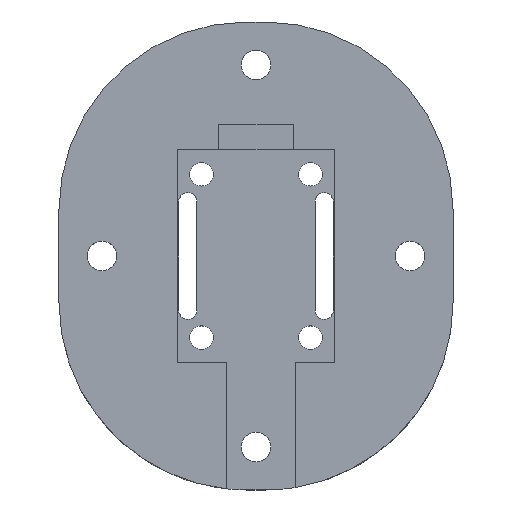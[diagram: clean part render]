
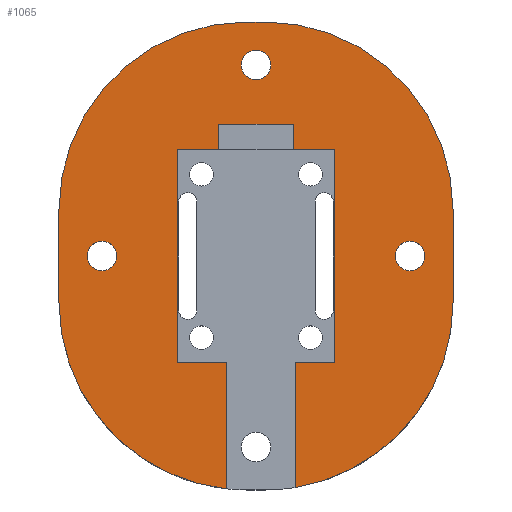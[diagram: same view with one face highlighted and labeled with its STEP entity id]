
A CAD part, top view. The second image highlights one B-rep face of the part: STEP entity #1065.
In plain terms, the highlighted planar face has unit normal (0, 0, 1).
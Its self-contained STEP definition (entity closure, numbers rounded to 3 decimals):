
#34=FACE_BOUND('',#189,.T.);
#35=FACE_BOUND('',#190,.T.);
#36=FACE_BOUND('',#191,.T.);
#68=PLANE('',#1163);
#113=FACE_OUTER_BOUND('',#188,.T.);
#188=EDGE_LOOP('',(#910,#911,#912,#913,#914,#915,#916,#917,#918,#919,#920,
#921,#922,#923,#924,#925,#926,#927));
#189=EDGE_LOOP('',(#928));
#190=EDGE_LOOP('',(#929));
#191=EDGE_LOOP('',(#930));
#253=LINE('',#1628,#367);
#276=LINE('',#1675,#390);
#281=LINE('',#1687,#395);
#284=LINE('',#1693,#398);
#290=LINE('',#1704,#404);
#291=LINE('',#1707,#405);
#293=LINE('',#1712,#407);
#297=LINE('',#1720,#411);
#300=LINE('',#1726,#414);
#304=LINE('',#1737,#418);
#305=LINE('',#1740,#419);
#306=LINE('',#1741,#420);
#307=LINE('',#1743,#421);
#308=LINE('',#1744,#422);
#367=VECTOR('',#1313,10.);
#390=VECTOR('',#1356,10.);
#395=VECTOR('',#1369,10.);
#398=VECTOR('',#1374,10.);
#404=VECTOR('',#1388,10.);
#405=VECTOR('',#1391,10.);
#407=VECTOR('',#1395,10.);
#411=VECTOR('',#1401,10.);
#414=VECTOR('',#1406,10.);
#418=VECTOR('',#1418,10.);
#419=VECTOR('',#1421,10.);
#420=VECTOR('',#1422,10.);
#421=VECTOR('',#1423,10.);
#422=VECTOR('',#1424,10.);
#466=CIRCLE('',#1156,35.042);
#467=CIRCLE('',#1164,35.042);
#468=CIRCLE('',#1165,35.042);
#469=CIRCLE('',#1166,35.042);
#470=CIRCLE('',#1167,2.745);
#471=CIRCLE('',#1168,2.745);
#472=CIRCLE('',#1169,2.745);
#531=VERTEX_POINT('',#1625);
#532=VERTEX_POINT('',#1627);
#545=VERTEX_POINT('',#1672);
#546=VERTEX_POINT('',#1674);
#548=VERTEX_POINT('',#1685);
#549=VERTEX_POINT('',#1686);
#550=VERTEX_POINT('',#1691);
#551=VERTEX_POINT('',#1692);
#552=VERTEX_POINT('',#1702);
#553=VERTEX_POINT('',#1706);
#554=VERTEX_POINT('',#1710);
#555=VERTEX_POINT('',#1711);
#558=VERTEX_POINT('',#1719);
#560=VERTEX_POINT('',#1725);
#562=VERTEX_POINT('',#1734);
#563=VERTEX_POINT('',#1736);
#564=VERTEX_POINT('',#1739);
#565=VERTEX_POINT('',#1742);
#566=VERTEX_POINT('',#1745);
#567=VERTEX_POINT('',#1747);
#568=VERTEX_POINT('',#1749);
#638=EDGE_CURVE('',#532,#531,#253,.T.);
#661=EDGE_CURVE('',#546,#545,#276,.T.);
#666=EDGE_CURVE('',#548,#549,#281,.T.);
#669=EDGE_CURVE('',#550,#551,#284,.T.);
#674=EDGE_CURVE('',#545,#548,#466,.T.);
#676=EDGE_CURVE('',#549,#552,#290,.T.);
#677=EDGE_CURVE('',#553,#550,#291,.T.);
#679=EDGE_CURVE('',#554,#555,#293,.T.);
#683=EDGE_CURVE('',#558,#554,#297,.T.);
#686=EDGE_CURVE('',#560,#558,#300,.T.);
#690=EDGE_CURVE('',#551,#532,#467,.T.);
#691=EDGE_CURVE('',#531,#562,#468,.T.);
#692=EDGE_CURVE('',#562,#563,#304,.T.);
#693=EDGE_CURVE('',#563,#546,#469,.T.);
#694=EDGE_CURVE('',#552,#564,#305,.T.);
#695=EDGE_CURVE('',#564,#560,#306,.T.);
#696=EDGE_CURVE('',#555,#565,#307,.T.);
#697=EDGE_CURVE('',#565,#553,#308,.T.);
#698=EDGE_CURVE('',#566,#566,#470,.T.);
#699=EDGE_CURVE('',#567,#567,#471,.T.);
#700=EDGE_CURVE('',#568,#568,#472,.T.);
#910=ORIENTED_EDGE('',*,*,#669,.T.);
#911=ORIENTED_EDGE('',*,*,#690,.T.);
#912=ORIENTED_EDGE('',*,*,#638,.T.);
#913=ORIENTED_EDGE('',*,*,#691,.T.);
#914=ORIENTED_EDGE('',*,*,#692,.T.);
#915=ORIENTED_EDGE('',*,*,#693,.T.);
#916=ORIENTED_EDGE('',*,*,#661,.T.);
#917=ORIENTED_EDGE('',*,*,#674,.T.);
#918=ORIENTED_EDGE('',*,*,#666,.T.);
#919=ORIENTED_EDGE('',*,*,#676,.T.);
#920=ORIENTED_EDGE('',*,*,#694,.T.);
#921=ORIENTED_EDGE('',*,*,#695,.T.);
#922=ORIENTED_EDGE('',*,*,#686,.T.);
#923=ORIENTED_EDGE('',*,*,#683,.T.);
#924=ORIENTED_EDGE('',*,*,#679,.T.);
#925=ORIENTED_EDGE('',*,*,#696,.T.);
#926=ORIENTED_EDGE('',*,*,#697,.T.);
#927=ORIENTED_EDGE('',*,*,#677,.T.);
#928=ORIENTED_EDGE('',*,*,#698,.T.);
#929=ORIENTED_EDGE('',*,*,#699,.T.);
#930=ORIENTED_EDGE('',*,*,#700,.T.);
#1065=ADVANCED_FACE('',(#113,#34,#35,#36),#68,.T.);
#1156=AXIS2_PLACEMENT_3D('',#1700,#1383,#1384);
#1163=AXIS2_PLACEMENT_3D('',#1732,#1412,#1413);
#1164=AXIS2_PLACEMENT_3D('',#1733,#1414,#1415);
#1165=AXIS2_PLACEMENT_3D('',#1735,#1416,#1417);
#1166=AXIS2_PLACEMENT_3D('',#1738,#1419,#1420);
#1167=AXIS2_PLACEMENT_3D('',#1746,#1425,#1426);
#1168=AXIS2_PLACEMENT_3D('',#1748,#1427,#1428);
#1169=AXIS2_PLACEMENT_3D('',#1750,#1429,#1430);
#1313=DIRECTION('',(0.,1.,0.));
#1356=DIRECTION('',(0.,-1.,0.));
#1369=DIRECTION('',(0.,1.,0.));
#1374=DIRECTION('',(0.,-1.,0.));
#1383=DIRECTION('center_axis',(0.,0.,1.));
#1384=DIRECTION('ref_axis',(-1.,0.,0.));
#1388=DIRECTION('',(-1.,0.,0.));
#1391=DIRECTION('',(-1.,0.,0.));
#1395=DIRECTION('',(0.,-1.,0.));
#1401=DIRECTION('',(1.,0.,0.));
#1406=DIRECTION('',(0.,1.,0.));
#1412=DIRECTION('center_axis',(0.,0.,1.));
#1413=DIRECTION('ref_axis',(-1.,0.,0.));
#1414=DIRECTION('center_axis',(0.,0.,1.));
#1415=DIRECTION('ref_axis',(0.,-1.,0.));
#1416=DIRECTION('center_axis',(0.,0.,1.));
#1417=DIRECTION('ref_axis',(1.,0.,0.));
#1418=DIRECTION('',(-1.,0.,0.));
#1419=DIRECTION('center_axis',(0.,0.,1.));
#1420=DIRECTION('ref_axis',(0.,1.,0.));
#1421=DIRECTION('',(0.,1.,0.));
#1422=DIRECTION('',(1.,0.,0.));
#1423=DIRECTION('',(1.,0.,0.));
#1424=DIRECTION('',(0.,-1.,0.));
#1425=DIRECTION('center_axis',(0.,0.,-1.));
#1426=DIRECTION('ref_axis',(-1.,0.,0.));
#1427=DIRECTION('center_axis',(0.,0.,-1.));
#1428=DIRECTION('ref_axis',(-1.,0.,0.));
#1429=DIRECTION('center_axis',(0.,0.,-1.));
#1430=DIRECTION('ref_axis',(-1.,0.,0.));
#1625=CARTESIAN_POINT('',(36.83,8.598,14.95));
#1627=CARTESIAN_POINT('',(36.83,-8.598,14.95));
#1628=CARTESIAN_POINT('',(36.83,-8.598,14.95));
#1672=CARTESIAN_POINT('',(-36.67,-8.598,14.95));
#1674=CARTESIAN_POINT('',(-36.67,8.598,14.95));
#1675=CARTESIAN_POINT('',(-36.67,8.598,14.95));
#1685=CARTESIAN_POINT('',(-5.439,-43.432,14.95));
#1686=CARTESIAN_POINT('',(-5.439,-19.8,14.95));
#1687=CARTESIAN_POINT('',(-5.439,-21.716,14.95));
#1691=CARTESIAN_POINT('',(7.365,-19.8,14.95));
#1692=CARTESIAN_POINT('',(7.365,-43.193,14.95));
#1693=CARTESIAN_POINT('',(7.365,-9.9,14.95));
#1700=CARTESIAN_POINT('Origin',(-1.628,-8.598,14.95));
#1702=CARTESIAN_POINT('',(-14.64,-19.8,14.95));
#1704=CARTESIAN_POINT('',(7.44,-19.8,14.95));
#1706=CARTESIAN_POINT('',(14.8,-19.8,14.95));
#1707=CARTESIAN_POINT('',(7.44,-19.8,14.95));
#1710=CARTESIAN_POINT('',(7.03,24.576,14.95));
#1711=CARTESIAN_POINT('',(7.03,19.8,14.95));
#1712=CARTESIAN_POINT('',(7.03,12.288,14.95));
#1719=CARTESIAN_POINT('',(-6.87,24.576,14.95));
#1720=CARTESIAN_POINT('',(-3.395,24.576,14.95));
#1725=CARTESIAN_POINT('',(-6.87,19.8,14.95));
#1726=CARTESIAN_POINT('',(-6.87,9.9,14.95));
#1732=CARTESIAN_POINT('Origin',(0.08,0.,14.95));
#1733=CARTESIAN_POINT('Origin',(1.788,-8.598,14.95));
#1734=CARTESIAN_POINT('',(1.788,43.64,14.95));
#1735=CARTESIAN_POINT('Origin',(1.788,8.598,14.95));
#1736=CARTESIAN_POINT('',(-1.628,43.64,14.95));
#1737=CARTESIAN_POINT('',(1.788,43.64,14.95));
#1738=CARTESIAN_POINT('Origin',(-1.628,8.598,14.95));
#1739=CARTESIAN_POINT('',(-14.64,19.8,14.95));
#1740=CARTESIAN_POINT('',(-14.64,-9.9,14.95));
#1741=CARTESIAN_POINT('',(-7.28,19.8,14.95));
#1742=CARTESIAN_POINT('',(14.8,19.8,14.95));
#1743=CARTESIAN_POINT('',(-7.28,19.8,14.95));
#1744=CARTESIAN_POINT('',(14.8,9.9,14.95));
#1745=CARTESIAN_POINT('',(-25.925,0.,14.95));
#1746=CARTESIAN_POINT('Origin',(-28.67,0.,14.95));
#1747=CARTESIAN_POINT('',(2.825,35.64,14.95));
#1748=CARTESIAN_POINT('Origin',(0.08,35.64,14.95));
#1749=CARTESIAN_POINT('',(31.575,0.,14.95));
#1750=CARTESIAN_POINT('Origin',(28.83,0.,14.95));
